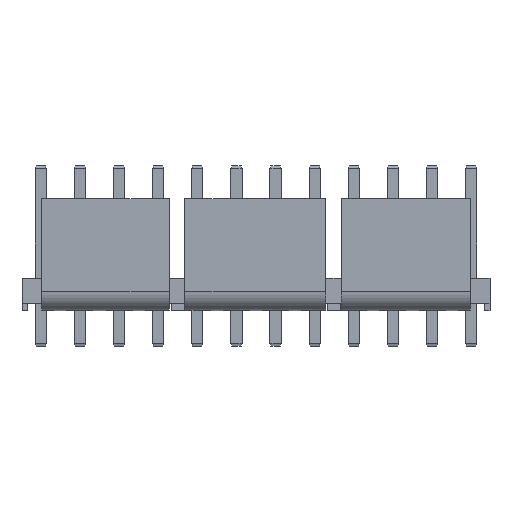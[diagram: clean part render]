
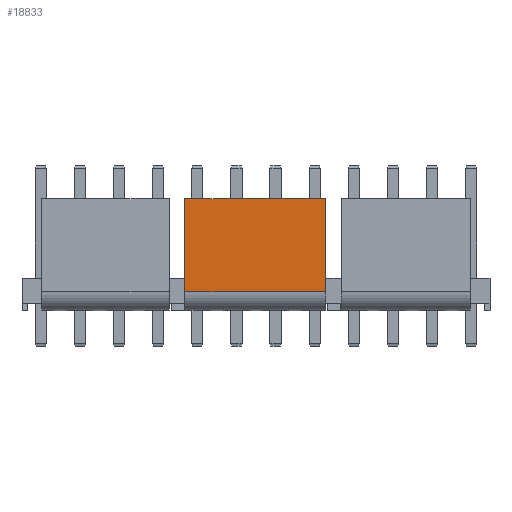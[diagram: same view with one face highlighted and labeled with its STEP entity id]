
A CAD part, front view. The second image highlights one B-rep face of the part: STEP entity #18833.
In plain terms, the highlighted planar face has unit normal (0, -1, 0).
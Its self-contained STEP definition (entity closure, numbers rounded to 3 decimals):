
#3392 = PLANE('',#3393);
#3393 = AXIS2_PLACEMENT_3D('',#3394,#3395,#3396);
#3394 = CARTESIAN_POINT('',(28.833,-4.9,13.935));
#3395 = DIRECTION('',(-1.,0.,0.));
#3396 = DIRECTION('',(-0.,0.,-1.));
#3782 = PLANE('',#3783);
#3783 = AXIS2_PLACEMENT_3D('',#3784,#3785,#3786);
#3784 = CARTESIAN_POINT('',(14.577,-4.9,-0.695));
#3785 = DIRECTION('',(1.,0.,0.));
#3786 = DIRECTION('',(0.,0.,1.));
#10197 = EDGE_CURVE('',#10198,#10200,#10202,.T.);
#10198 = VERTEX_POINT('',#10199);
#10199 = CARTESIAN_POINT('',(14.577,-4.9,1.91));
#10200 = VERTEX_POINT('',#10201);
#10201 = CARTESIAN_POINT('',(14.577,-4.9,11.33));
#10202 = SURFACE_CURVE('',#10203,(#10207,#10214),.PCURVE_S1.);
#10203 = LINE('',#10204,#10205);
#10204 = CARTESIAN_POINT('',(14.577,-4.9,-0.695));
#10205 = VECTOR('',#10206,1.);
#10206 = DIRECTION('',(0.,0.,1.));
#10207 = PCURVE('',#3782,#10208);
#10208 = DEFINITIONAL_REPRESENTATION('',(#10209),#10213);
#10209 = LINE('',#10210,#10211);
#10210 = CARTESIAN_POINT('',(0.,0.));
#10211 = VECTOR('',#10212,1.);
#10212 = DIRECTION('',(1.,0.));
#10213 = ( GEOMETRIC_REPRESENTATION_CONTEXT(2)
PARAMETRIC_REPRESENTATION_CONTEXT() REPRESENTATION_CONTEXT('2D SPACE',''
) );
#10214 = PCURVE('',#10215,#10220);
#10215 = PLANE('',#10216);
#10216 = AXIS2_PLACEMENT_3D('',#10217,#10218,#10219);
#10217 = CARTESIAN_POINT('',(45.465,-4.9,11.33));
#10218 = DIRECTION('',(0.,-1.,0.));
#10219 = DIRECTION('',(-0.,0.,-1.));
#10220 = DEFINITIONAL_REPRESENTATION('',(#10221),#10225);
#10221 = LINE('',#10222,#10223);
#10222 = CARTESIAN_POINT('',(12.025,-30.888));
#10223 = VECTOR('',#10224,1.);
#10224 = DIRECTION('',(-1.,0.));
#10225 = ( GEOMETRIC_REPRESENTATION_CONTEXT(2)
PARAMETRIC_REPRESENTATION_CONTEXT() REPRESENTATION_CONTEXT('2D SPACE',''
) );
#10244 = CYLINDRICAL_SURFACE('',#10245,1.948);
#10245 = AXIS2_PLACEMENT_3D('',#10246,#10247,#10248);
#10246 = CARTESIAN_POINT('',(45.465,-2.953,1.947));
#10247 = DIRECTION('',(1.,0.,0.));
#10248 = DIRECTION('',(0.,-1.,
-0.019));
#10476 = PLANE('',#10477);
#10477 = AXIS2_PLACEMENT_3D('',#10478,#10479,#10480);
#10478 = CARTESIAN_POINT('',(45.465,-4.13,11.33));
#10479 = DIRECTION('',(0.,0.,1.));
#10480 = DIRECTION('',(0.,-1.,0.));
#11292 = EDGE_CURVE('',#11293,#11295,#11297,.T.);
#11293 = VERTEX_POINT('',#11294);
#11294 = CARTESIAN_POINT('',(28.833,-4.9,11.33));
#11295 = VERTEX_POINT('',#11296);
#11296 = CARTESIAN_POINT('',(28.833,-4.9,1.91));
#11297 = SURFACE_CURVE('',#11298,(#11302,#11309),.PCURVE_S1.);
#11298 = LINE('',#11299,#11300);
#11299 = CARTESIAN_POINT('',(28.833,-4.9,13.935));
#11300 = VECTOR('',#11301,1.);
#11301 = DIRECTION('',(0.,-0.,-1.));
#11302 = PCURVE('',#3392,#11303);
#11303 = DEFINITIONAL_REPRESENTATION('',(#11304),#11308);
#11304 = LINE('',#11305,#11306);
#11305 = CARTESIAN_POINT('',(0.,0.));
#11306 = VECTOR('',#11307,1.);
#11307 = DIRECTION('',(1.,0.));
#11308 = ( GEOMETRIC_REPRESENTATION_CONTEXT(2)
PARAMETRIC_REPRESENTATION_CONTEXT() REPRESENTATION_CONTEXT('2D SPACE',''
) );
#11309 = PCURVE('',#10215,#11310);
#11310 = DEFINITIONAL_REPRESENTATION('',(#11311),#11315);
#11311 = LINE('',#11312,#11313);
#11312 = CARTESIAN_POINT('',(-2.605,-16.632));
#11313 = VECTOR('',#11314,1.);
#11314 = DIRECTION('',(1.,0.));
#11315 = ( GEOMETRIC_REPRESENTATION_CONTEXT(2)
PARAMETRIC_REPRESENTATION_CONTEXT() REPRESENTATION_CONTEXT('2D SPACE',''
) );
#18833 = ADVANCED_FACE('',(#18834),#10215,.T.);
#18834 = FACE_BOUND('',#18835,.T.);
#18835 = EDGE_LOOP('',(#18836,#18837,#18858,#18859));
#18836 = ORIENTED_EDGE('',*,*,#11292,.F.);
#18837 = ORIENTED_EDGE('',*,*,#18838,.T.);
#18838 = EDGE_CURVE('',#11293,#10200,#18839,.T.);
#18839 = SURFACE_CURVE('',#18840,(#18844,#18851),.PCURVE_S1.);
#18840 = LINE('',#18841,#18842);
#18841 = CARTESIAN_POINT('',(45.465,-4.9,11.33));
#18842 = VECTOR('',#18843,1.);
#18843 = DIRECTION('',(-1.,0.,0.));
#18844 = PCURVE('',#10215,#18845);
#18845 = DEFINITIONAL_REPRESENTATION('',(#18846),#18850);
#18846 = LINE('',#18847,#18848);
#18847 = CARTESIAN_POINT('',(0.,0.));
#18848 = VECTOR('',#18849,1.);
#18849 = DIRECTION('',(0.,-1.));
#18850 = ( GEOMETRIC_REPRESENTATION_CONTEXT(2)
PARAMETRIC_REPRESENTATION_CONTEXT() REPRESENTATION_CONTEXT('2D SPACE',''
) );
#18851 = PCURVE('',#10476,#18852);
#18852 = DEFINITIONAL_REPRESENTATION('',(#18853),#18857);
#18853 = LINE('',#18854,#18855);
#18854 = CARTESIAN_POINT('',(0.77,0.));
#18855 = VECTOR('',#18856,1.);
#18856 = DIRECTION('',(0.,-1.));
#18857 = ( GEOMETRIC_REPRESENTATION_CONTEXT(2)
PARAMETRIC_REPRESENTATION_CONTEXT() REPRESENTATION_CONTEXT('2D SPACE',''
) );
#18858 = ORIENTED_EDGE('',*,*,#10197,.F.);
#18859 = ORIENTED_EDGE('',*,*,#18860,.F.);
#18860 = EDGE_CURVE('',#11295,#10198,#18861,.T.);
#18861 = SURFACE_CURVE('',#18862,(#18866,#18873),.PCURVE_S1.);
#18862 = LINE('',#18863,#18864);
#18863 = CARTESIAN_POINT('',(45.465,-4.9,1.91));
#18864 = VECTOR('',#18865,1.);
#18865 = DIRECTION('',(-1.,0.,0.));
#18866 = PCURVE('',#10215,#18867);
#18867 = DEFINITIONAL_REPRESENTATION('',(#18868),#18872);
#18868 = LINE('',#18869,#18870);
#18869 = CARTESIAN_POINT('',(9.42,0.));
#18870 = VECTOR('',#18871,1.);
#18871 = DIRECTION('',(0.,-1.));
#18872 = ( GEOMETRIC_REPRESENTATION_CONTEXT(2)
PARAMETRIC_REPRESENTATION_CONTEXT() REPRESENTATION_CONTEXT('2D SPACE',''
) );
#18873 = PCURVE('',#10244,#18874);
#18874 = DEFINITIONAL_REPRESENTATION('',(#18875),#18879);
#18875 = LINE('',#18876,#18877);
#18876 = CARTESIAN_POINT('',(0.,0.));
#18877 = VECTOR('',#18878,1.);
#18878 = DIRECTION('',(0.,-1.));
#18879 = ( GEOMETRIC_REPRESENTATION_CONTEXT(2)
PARAMETRIC_REPRESENTATION_CONTEXT() REPRESENTATION_CONTEXT('2D SPACE',''
) );
